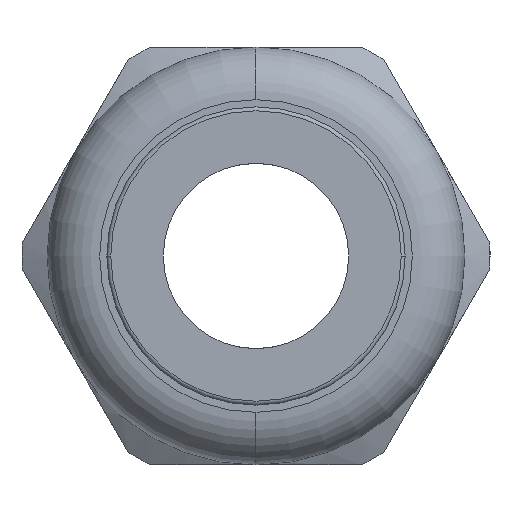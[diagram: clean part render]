
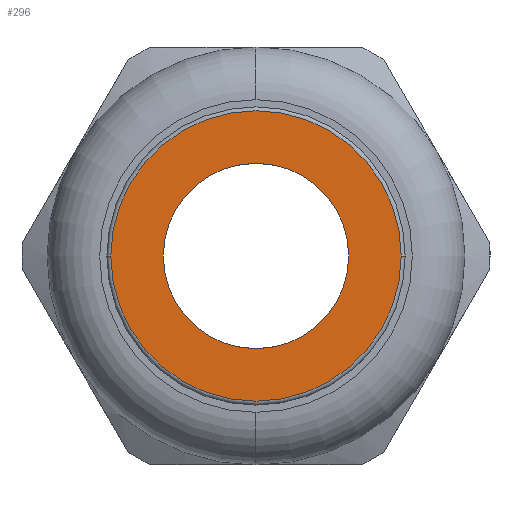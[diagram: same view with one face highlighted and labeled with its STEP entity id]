
A CAD part, left-side view. The second image highlights one B-rep face of the part: STEP entity #296.
In plain terms, the highlighted planar face has unit normal (-1, 0, 0).
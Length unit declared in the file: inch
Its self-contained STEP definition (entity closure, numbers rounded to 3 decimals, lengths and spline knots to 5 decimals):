
#279 = EDGE_CURVE ( 'NONE', #280, #281, #1700, .T. ) ;
#280 = VERTEX_POINT ( 'NONE', #1695 ) ;
#281 = VERTEX_POINT ( 'NONE', #1694 ) ;
#296 = ADVANCED_FACE ( 'NONE', ( #1735, #1734 ), #1733, .T. ) ;
#297 = EDGE_LOOP ( 'NONE', ( #298, #299 ) ) ;
#298 = ORIENTED_EDGE ( 'NONE', *, *, #350, .T. ) ;
#299 = ORIENTED_EDGE ( 'NONE', *, *, #340, .T. ) ;
#339 = VERTEX_POINT ( 'NONE', #1843 ) ;
#340 = EDGE_CURVE ( 'NONE', #339, #351, #1841, .T. ) ;
#341 = EDGE_LOOP ( 'NONE', ( #342, #343 ) ) ;
#342 = ORIENTED_EDGE ( 'NONE', *, *, #394, .T. ) ;
#343 = ORIENTED_EDGE ( 'NONE', *, *, #279, .T. ) ;
#350 = EDGE_CURVE ( 'NONE', #351, #339, #1821, .T. ) ;
#351 = VERTEX_POINT ( 'NONE', #1816 ) ;
#394 = EDGE_CURVE ( 'NONE', #281, #280, #1926, .T. ) ;
#1694 = CARTESIAN_POINT ( 'NONE',  ( -1.08, 0.235, 0. ) ) ;
#1695 = CARTESIAN_POINT ( 'NONE',  ( -1.08, -0.235, 0. ) ) ;
#1696 = DIRECTION ( 'NONE',  ( 0., 1., 0. ) ) ;
#1697 = DIRECTION ( 'NONE',  ( 1., 0., 0. ) ) ;
#1698 = CARTESIAN_POINT ( 'NONE',  ( -1.08, 0., 0. ) ) ;
#1699 = AXIS2_PLACEMENT_3D ( 'NONE', #1698, #1697, #1696 ) ;
#1700 = CIRCLE ( 'NONE', #1699, 0.235 ) ;
#1729 = DIRECTION ( 'NONE',  ( 0., -1., 0. ) ) ;
#1730 = DIRECTION ( 'NONE',  ( -1., 0., 0. ) ) ;
#1731 = CARTESIAN_POINT ( 'NONE',  ( -1.08, 0.37825, 0. ) ) ;
#1732 = AXIS2_PLACEMENT_3D ( 'NONE', #1731, #1730, #1729 ) ;
#1733 = PLANE ( 'NONE',  #1732 ) ;
#1734 = FACE_BOUND ( 'NONE', #341, .T. ) ;
#1735 = FACE_OUTER_BOUND ( 'NONE', #297, .T. ) ;
#1816 = CARTESIAN_POINT ( 'NONE',  ( -1.08, -0.36825, 0. ) ) ;
#1817 = DIRECTION ( 'NONE',  ( 0., -1., 0. ) ) ;
#1818 = DIRECTION ( 'NONE',  ( -1., 0., 0. ) ) ;
#1819 = CARTESIAN_POINT ( 'NONE',  ( -1.08, 0., 0. ) ) ;
#1820 = AXIS2_PLACEMENT_3D ( 'NONE', #1819, #1818, #1817 ) ;
#1821 = CIRCLE ( 'NONE', #1820, 0.36825 ) ;
#1837 = DIRECTION ( 'NONE',  ( 0., -1., 0. ) ) ;
#1838 = DIRECTION ( 'NONE',  ( -1., 0., 0. ) ) ;
#1839 = CARTESIAN_POINT ( 'NONE',  ( -1.08, 0., 0. ) ) ;
#1840 = AXIS2_PLACEMENT_3D ( 'NONE', #1839, #1838, #1837 ) ;
#1841 = CIRCLE ( 'NONE', #1840, 0.36825 ) ;
#1843 = CARTESIAN_POINT ( 'NONE',  ( -1.08, 0.36825, 0. ) ) ;
#1922 = DIRECTION ( 'NONE',  ( 0., 1., 0. ) ) ;
#1923 = DIRECTION ( 'NONE',  ( 1., 0., 0. ) ) ;
#1924 = CARTESIAN_POINT ( 'NONE',  ( -1.08, 0., 0. ) ) ;
#1925 = AXIS2_PLACEMENT_3D ( 'NONE', #1924, #1923, #1922 ) ;
#1926 = CIRCLE ( 'NONE', #1925, 0.235 ) ;
